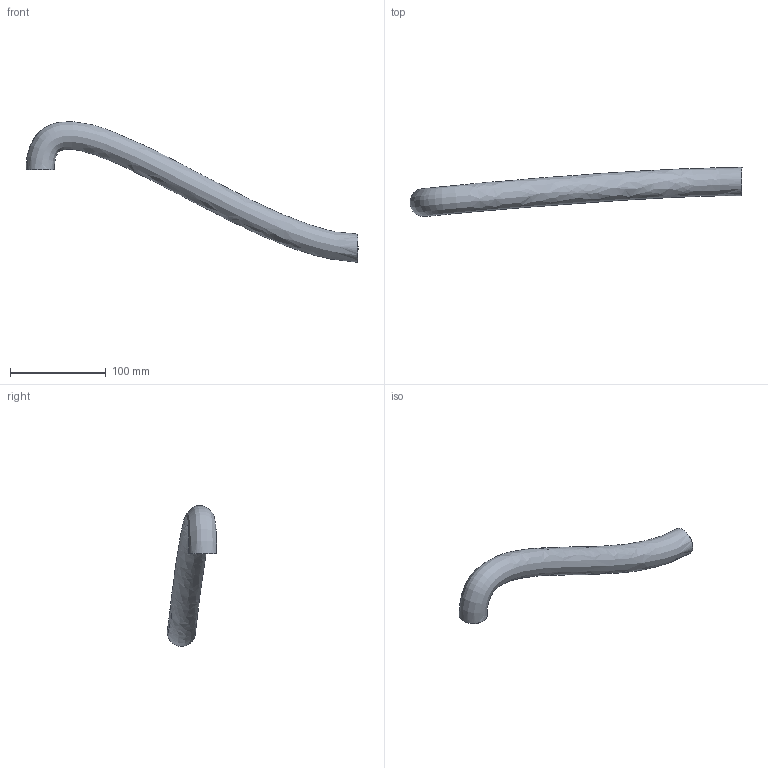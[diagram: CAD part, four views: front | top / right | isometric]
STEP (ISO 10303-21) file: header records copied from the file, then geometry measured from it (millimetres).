
FILE_DESCRIPTION(/* description */ ('Hose'),/* implementation_level */ '2;1');
FILE_NAME(/* name */ 'Parker Hydraulic Hose - No Skive 3_4 - 5_ipt_f65c2193.STEP',/* time_stamp */ '2018-02-13T23:11:21-05:00',/* author */ ('trk49'),/* organization */ ('Parker Hannifin'),/* preprocessor_version */ 'ST-DEVELOPER v16.13',/* originating_system */ 'Autodesk Inventor 2018',/* authorisation */ '');
FILE_SCHEMA (('AUTOMOTIVE_DESIGN { 1 0 10303 214 3 1 1 }'));
Length unit declared in the file: inch
Products named in the file (1): pifhose.1515698539977
Bounding box: 346.73 x 51.55 x 146.86 mm (x, y, z)
Volume: 151222 mm3; surface area: 58877.5 mm2
Topology: 1 solids, 1 shells, 8 faces, 17 edges, 14 vertices
Faces by surface type: cylinder 4, bspline 2, plane 2
Full cylindrical faces by diameter (mm): 19.05 x2, 29.464 x2
Entity records: 880 total; most frequent: CARTESIAN_POINT 681, DIRECTION 30, ORIENTED_EDGE 20, AXIS2_PLACEMENT_3D 15, EDGE_LOOP 14, EDGE_CURVE 10, FACE_OUTER_BOUND 8, CIRCLE 8
